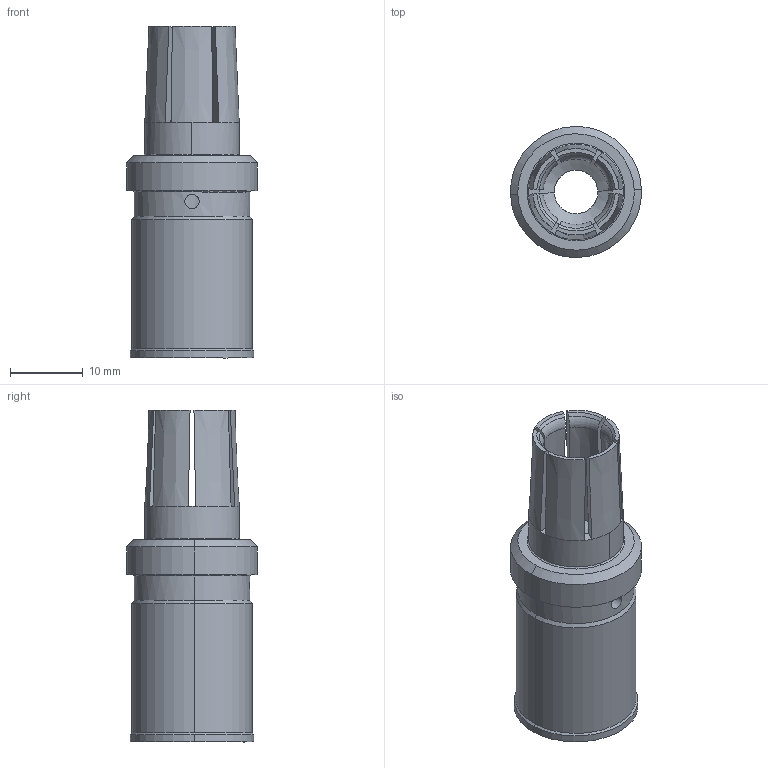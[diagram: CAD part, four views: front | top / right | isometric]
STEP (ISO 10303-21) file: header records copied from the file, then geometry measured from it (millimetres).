
FILE_DESCRIPTION(('Creo Elements/Direct Modeling STEP Export'),'2;1');
FILE_NAME('0ln7uvk5p8893gv5692','2023-02-16T16:36:28',(''),(''),'Creo Elements/Direct Modeling STEP processor for AP214 (Solid Model)','Creo Elements/Direct Modeling 20.1B 02-Apr-2019 (C) Parametric Technology GmbH','');
FILE_SCHEMA(('AUTOMOTIVE_DESIGN { 1 0 10303 214 1 1 1 1 }'));
Length unit declared in the file: millimetre
Products named in the file (2): C30FA 70
Assembly tree (1 placements, depth 2):
  C30FA 70
    C30FA 70
Bounding box: 17.99 x 17.99 x 45.6 mm (x, y, z)
Volume: 4284.5 mm3; surface area: 4102.6 mm2
Topology: 1 solids, 1 shells, 87 faces, 221 edges, 134 vertices
Faces by surface type: cone 30, plane 27, cylinder 18, torus 12
Entity records: 4659 total; most frequent: CARTESIAN_POINT 2000, ORIENTED_EDGE 434, DIRECTION 354, EDGE_CURVE 217, AXIS2_PLACEMENT_3D 150, VERTEX_POINT 132, EDGE_LOOP 91, COLOUR_RGB 88
